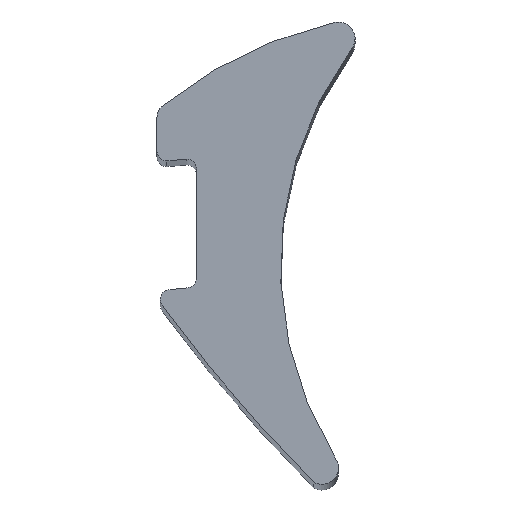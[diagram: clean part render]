
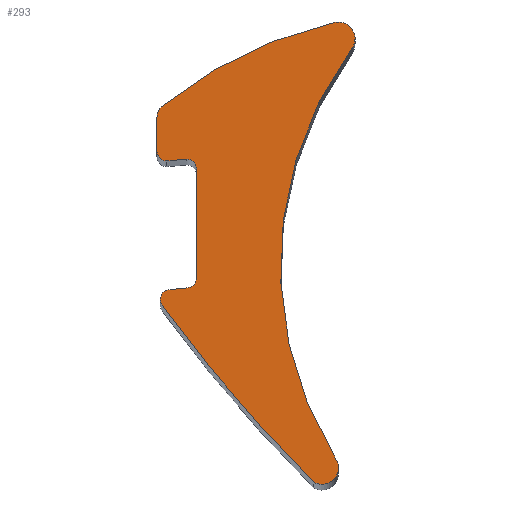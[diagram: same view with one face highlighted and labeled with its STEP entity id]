
A CAD part, top view. The second image highlights one B-rep face of the part: STEP entity #293.
In plain terms, the highlighted planar face has unit normal (0, 0, 1).
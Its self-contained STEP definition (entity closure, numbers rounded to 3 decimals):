
#13=CIRCLE($,#300,0.3);
#15=CIRCLE($,#304,0.3);
#17=CIRCLE($,#308,0.455);
#19=CIRCLE($,#311,12.814);
#21=CIRCLE($,#314,0.506);
#23=CIRCLE($,#317,11.07);
#25=CIRCLE($,#320,0.5);
#27=CIRCLE($,#323,45.285);
#29=CIRCLE($,#326,0.3);
#31=CIRCLE($,#330,0.3);
#57=FACE_OUTER_BOUND($,#73,.T.);
#73=EDGE_LOOP($,(#245,#246,#247,#248,#249,#250,#251,#252,#253,#254,#255,
#256,#257,#258));
#75=LINE($,#434,#97);
#80=LINE($,#448,#102);
#84=LINE($,#460,#106);
#94=LINE($,#508,#116);
#97=VECTOR($,#338,3.3);
#102=VECTOR($,#351,0.602);
#106=VECTOR($,#363,1.018);
#116=VECTOR($,#417,0.501);
#119=VERTEX_POINT($,#432);
#120=VERTEX_POINT($,#433);
#123=VERTEX_POINT($,#441);
#125=VERTEX_POINT($,#447);
#127=VERTEX_POINT($,#453);
#129=VERTEX_POINT($,#459);
#131=VERTEX_POINT($,#465);
#133=VERTEX_POINT($,#471);
#135=VERTEX_POINT($,#477);
#137=VERTEX_POINT($,#483);
#139=VERTEX_POINT($,#489);
#141=VERTEX_POINT($,#495);
#143=VERTEX_POINT($,#501);
#145=VERTEX_POINT($,#507);
#147=EDGE_CURVE($,#119,#120,#75,.T.);
#151=EDGE_CURVE($,#120,#123,#13,.T.);
#154=EDGE_CURVE($,#123,#125,#80,.T.);
#157=EDGE_CURVE($,#125,#127,#15,.T.);
#160=EDGE_CURVE($,#127,#129,#84,.T.);
#163=EDGE_CURVE($,#129,#131,#17,.T.);
#166=EDGE_CURVE($,#131,#133,#19,.T.);
#169=EDGE_CURVE($,#133,#135,#21,.T.);
#172=EDGE_CURVE($,#135,#137,#23,.T.);
#175=EDGE_CURVE($,#137,#139,#25,.T.);
#178=EDGE_CURVE($,#139,#141,#27,.T.);
#181=EDGE_CURVE($,#141,#143,#29,.T.);
#184=EDGE_CURVE($,#143,#145,#94,.T.);
#187=EDGE_CURVE($,#145,#119,#31,.T.);
#245=ORIENTED_EDGE($,*,*,#169,.F.);
#246=ORIENTED_EDGE($,*,*,#166,.F.);
#247=ORIENTED_EDGE($,*,*,#163,.F.);
#248=ORIENTED_EDGE($,*,*,#160,.F.);
#249=ORIENTED_EDGE($,*,*,#157,.F.);
#250=ORIENTED_EDGE($,*,*,#154,.F.);
#251=ORIENTED_EDGE($,*,*,#151,.F.);
#252=ORIENTED_EDGE($,*,*,#147,.F.);
#253=ORIENTED_EDGE($,*,*,#187,.F.);
#254=ORIENTED_EDGE($,*,*,#184,.F.);
#255=ORIENTED_EDGE($,*,*,#181,.F.);
#256=ORIENTED_EDGE($,*,*,#178,.F.);
#257=ORIENTED_EDGE($,*,*,#175,.F.);
#258=ORIENTED_EDGE($,*,*,#172,.F.);
#277=PLANE($,#332);
#293=ADVANCED_FACE($,(#57),#277,.T.);
#300=AXIS2_PLACEMENT_3D($,#442,#344,#345);
#304=AXIS2_PLACEMENT_3D($,#454,#356,#357);
#308=AXIS2_PLACEMENT_3D($,#466,#368,#369);
#311=AXIS2_PLACEMENT_3D($,#472,#375,#376);
#314=AXIS2_PLACEMENT_3D($,#478,#382,#383);
#317=AXIS2_PLACEMENT_3D($,#484,#389,#390);
#320=AXIS2_PLACEMENT_3D($,#490,#396,#397);
#323=AXIS2_PLACEMENT_3D($,#496,#403,#404);
#326=AXIS2_PLACEMENT_3D($,#502,#410,#411);
#330=AXIS2_PLACEMENT_3D($,#513,#422,#423);
#332=AXIS2_PLACEMENT_3D($,#515,#426,#427);
#338=DIRECTION($,(0.,1.,0.));
#344=DIRECTION('center_axis',(0.,0.,1.));
#345=DIRECTION('ref_axis',(-1.,0.,0.));
#351=DIRECTION($,(-0.997,-0.083,0.));
#356=DIRECTION('center_axis',(0.,0.,-1.));
#357=DIRECTION('ref_axis',(-1.,0.,0.));
#363=DIRECTION($,(0.,1.,0.));
#368=DIRECTION('center_axis',(0.,0.,-1.));
#369=DIRECTION('ref_axis',(-0.706,0.708,0.));
#375=DIRECTION('center_axis',(0.,0.,-1.));
#376=DIRECTION('ref_axis',(-0.221,0.975,0.));
#382=DIRECTION('center_axis',(0.,0.,-1.));
#383=DIRECTION('ref_axis',(0.805,-0.594,0.));
#389=DIRECTION('center_axis',(0.,0.,1.));
#390=DIRECTION('ref_axis',(0.805,-0.594,0.));
#396=DIRECTION('center_axis',(0.,0.,-1.));
#397=DIRECTION('ref_axis',(-0.521,-0.853,0.));
#403=DIRECTION('center_axis',(0.,0.,-1.));
#404=DIRECTION('ref_axis',(-0.808,-0.589,0.));
#410=DIRECTION('center_axis',(0.,0.,-1.));
#411=DIRECTION('ref_axis',(0.,1.,0.));
#417=DIRECTION($,(0.995,0.1,0.));
#422=DIRECTION('center_axis',(0.,0.,1.));
#423=DIRECTION('ref_axis',(0.,1.,0.));
#426=DIRECTION('center_axis',(0.,0.,1.));
#427=DIRECTION('ref_axis',(1.,0.,0.));
#432=CARTESIAN_POINT('',(0.,-3.6,100.));
#433=CARTESIAN_POINT('',(0.,-0.3,100.));
#434=CARTESIAN_POINT($,(0.,-3.223,100.));
#441=CARTESIAN_POINT('',(-0.3,0.,100.));
#442=CARTESIAN_POINT('Origin',(-0.3,-0.3,100.));
#447=CARTESIAN_POINT('',(-0.9,-0.05,100.));
#448=CARTESIAN_POINT($,(0.625,0.077,100.));
#453=CARTESIAN_POINT('',(-1.2,0.25,100.));
#454=CARTESIAN_POINT('Origin',(-0.9,0.25,100.));
#459=CARTESIAN_POINT('',(-1.2,1.268,100.));
#460=CARTESIAN_POINT($,(-1.2,-1.298,100.));
#465=CARTESIAN_POINT('',(-1.066,1.59,100.));
#466=CARTESIAN_POINT('Origin',(-0.745,1.268,100.));
#471=CARTESIAN_POINT('',(4.184,4.146,100.));
#472=CARTESIAN_POINT('Origin',(7.021,-8.35,100.));
#477=CARTESIAN_POINT('',(4.703,3.353,100.));
#478=CARTESIAN_POINT('Origin',(4.296,3.653,100.));
#483=CARTESIAN_POINT('',(4.224,-9.085,100.));
#484=CARTESIAN_POINT('Origin',(13.612,-3.218,100.));
#489=CARTESIAN_POINT('',(3.54,-9.777,100.));
#490=CARTESIAN_POINT('Origin',(3.8,-9.35,100.));
#495=CARTESIAN_POINT('',(-1.041,-4.427,100.));
#496=CARTESIAN_POINT('Origin',(35.544,22.262,100.));
#501=CARTESIAN_POINT('',(-0.799,-3.95,100.));
#502=CARTESIAN_POINT('Origin',(-0.799,-4.25,100.));
#507=CARTESIAN_POINT('',(-0.3,-3.9,100.));
#508=CARTESIAN_POINT($,(0.543,-3.816,100.));
#513=CARTESIAN_POINT('Origin',(-0.3,-3.6,100.));
#515=CARTESIAN_POINT('Origin',(1.801,-2.846,100.));
